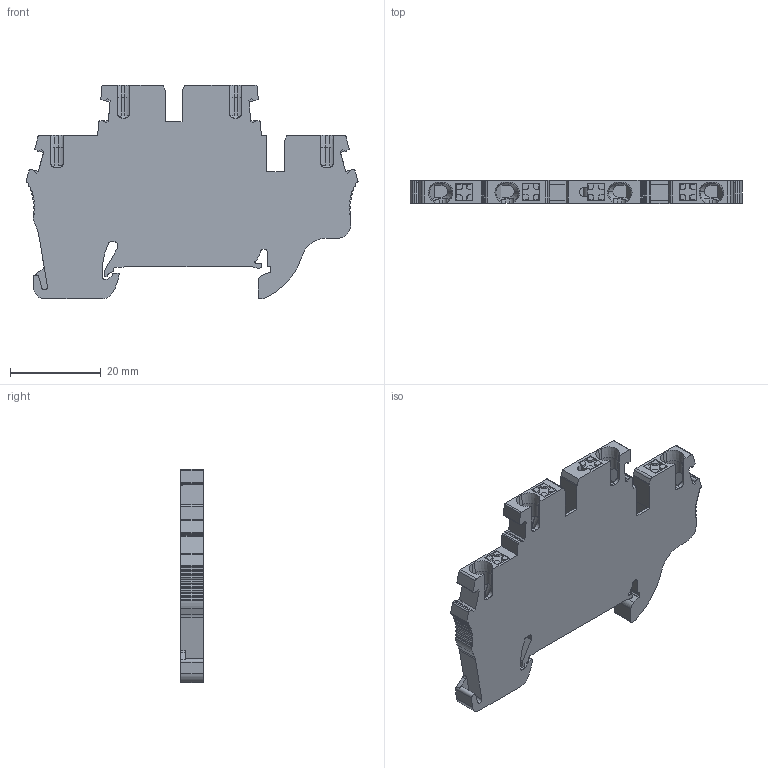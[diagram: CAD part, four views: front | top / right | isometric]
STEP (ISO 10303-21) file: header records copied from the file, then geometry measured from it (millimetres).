
FILE_DESCRIPTION(/* description */ ('Unknown'),/* implementation_level */ '2;1');
FILE_NAME(/* name */ 'PQ2_5_2T_3D_SOLID',/* time_stamp */ '2024-11-23T16:40:37+05:00',/* author */ ('Unknown'),/* organization */ ('Unknown'),/* preprocessor_version */ 'ST-DEVELOPER v16.7',/* originating_system */ 'Solid Edge',/* authorisation */ 'Unknown');
FILE_SCHEMA (('AUTOMOTIVE_DESIGN {1 0 10303 214 3 1 1}'));
Length unit declared in the file: millimetre
Products named in the file (1): PQ2_5_2T_3D_SOLID
Bounding box: 73.17 x 5 x 47 mm (x, y, z)
Volume: 10777.6 mm3; surface area: 7479.3 mm2
Topology: 1 solids, 1 shells, 462 faces, 1293 edges, 850 vertices
Faces by surface type: plane 283, cylinder 147, cone 32
Entity records: 18169 total; most frequent: CARTESIAN_POINT 2692, ORIENTED_EDGE 2586, DIRECTION 2580, EDGE_CURVE 1293, LINE 880, VECTOR 880, VERTEX_POINT 850, AXIS2_PLACEMENT_3D 850
